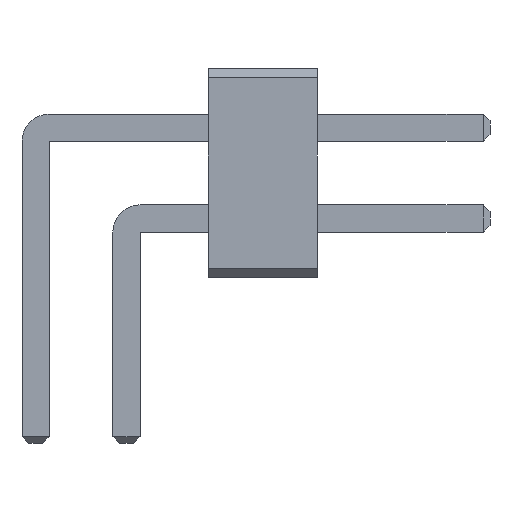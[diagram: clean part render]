
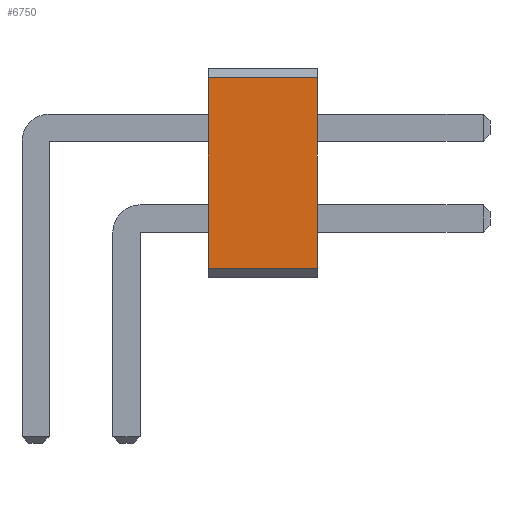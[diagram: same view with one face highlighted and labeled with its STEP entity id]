
A CAD part, front view. The second image highlights one B-rep face of the part: STEP entity #6750.
In plain terms, the highlighted planar face has unit normal (0, -1, 0).
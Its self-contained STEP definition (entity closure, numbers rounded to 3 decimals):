
#598 = VERTEX_POINT('',#599);
#599 = CARTESIAN_POINT('',(1.9,-19.5,2.2));
#605 = EDGE_CURVE('',#606,#598,#608,.T.);
#606 = VERTEX_POINT('',#607);
#607 = CARTESIAN_POINT('',(1.9,-19.5,0.1));
#608 = LINE('',#609,#610);
#609 = CARTESIAN_POINT('',(1.9,-19.5,0.1));
#610 = VECTOR('',#611,1.);
#611 = DIRECTION('',(0.,0.,1.));
#2919 = VERTEX_POINT('',#2920);
#2920 = CARTESIAN_POINT('',(3.1,-19.5,2.2));
#2926 = EDGE_CURVE('',#2927,#2919,#2929,.T.);
#2927 = VERTEX_POINT('',#2928);
#2928 = CARTESIAN_POINT('',(3.1,-19.5,0.1));
#2929 = LINE('',#2930,#2931);
#2930 = CARTESIAN_POINT('',(3.1,-19.5,0.1));
#2931 = VECTOR('',#2932,1.);
#2932 = DIRECTION('',(0.,0.,1.));
#6722 = EDGE_CURVE('',#606,#2927,#6723,.T.);
#6723 = LINE('',#6724,#6725);
#6724 = CARTESIAN_POINT('',(1.9,-19.5,0.1));
#6725 = VECTOR('',#6726,1.);
#6726 = DIRECTION('',(1.,0.,0.));
#6750 = ADVANCED_FACE('',(#6751),#6762,.T.);
#6751 = FACE_BOUND('',#6752,.T.);
#6752 = EDGE_LOOP('',(#6753,#6754,#6755,#6761));
#6753 = ORIENTED_EDGE('',*,*,#6722,.T.);
#6754 = ORIENTED_EDGE('',*,*,#2926,.T.);
#6755 = ORIENTED_EDGE('',*,*,#6756,.F.);
#6756 = EDGE_CURVE('',#598,#2919,#6757,.T.);
#6757 = LINE('',#6758,#6759);
#6758 = CARTESIAN_POINT('',(1.9,-19.5,2.2));
#6759 = VECTOR('',#6760,1.);
#6760 = DIRECTION('',(1.,0.,0.));
#6761 = ORIENTED_EDGE('',*,*,#605,.F.);
#6762 = PLANE('',#6763);
#6763 = AXIS2_PLACEMENT_3D('',#6764,#6765,#6766);
#6764 = CARTESIAN_POINT('',(1.9,-19.5,0.1));
#6765 = DIRECTION('',(0.,-1.,0.));
#6766 = DIRECTION('',(0.,0.,1.));
